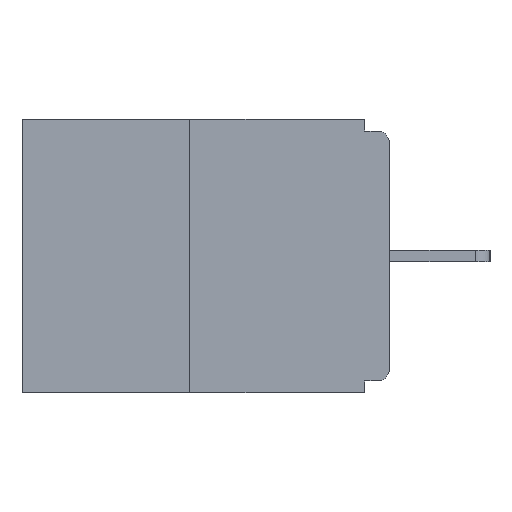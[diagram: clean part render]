
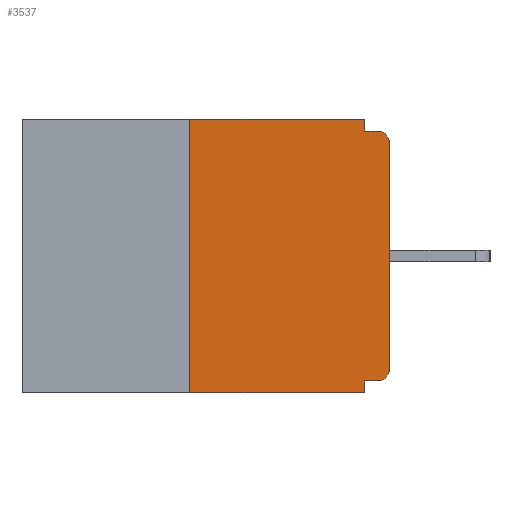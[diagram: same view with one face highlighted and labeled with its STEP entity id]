
A CAD part, left-side view. The second image highlights one B-rep face of the part: STEP entity #3537.
In plain terms, the highlighted planar face has unit normal (-1, 0, 0).
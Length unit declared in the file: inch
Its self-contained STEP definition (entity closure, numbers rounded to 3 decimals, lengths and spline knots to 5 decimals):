
#36 = VECTOR ( 'NONE', #3389, 39.37008 ) ;
#469 = CIRCLE ( 'NONE', #9606, 0.015 ) ;
#724 = CARTESIAN_POINT ( 'NONE',  ( 0., 0.46, 0. ) ) ;
#1445 = DIRECTION ( 'NONE',  ( 0., 1., 0. ) ) ;
#1719 = DIRECTION ( 'NONE',  ( 0., -1., 0. ) ) ;
#1763 = VECTOR ( 'NONE', #12866, 39.37008 ) ;
#1926 = VERTEX_POINT ( 'NONE', #14182 ) ;
#2309 = DIRECTION ( 'NONE',  ( 0., 0., -1. ) ) ;
#2332 = DIRECTION ( 'NONE',  ( -1., 0., 0. ) ) ;
#2377 = CARTESIAN_POINT ( 'NONE',  ( 0., 0.015, -0.03 ) ) ;
#2487 = AXIS2_PLACEMENT_3D ( 'NONE', #724, #15371, #15387 ) ;
#2717 = CARTESIAN_POINT ( 'NONE',  ( 0., 0.25, 0. ) ) ;
#3173 = CARTESIAN_POINT ( 'NONE',  ( 0., 0., -0.015 ) ) ;
#3389 = DIRECTION ( 'NONE',  ( 0., 0., 1. ) ) ;
#3426 = ORIENTED_EDGE ( 'NONE', *, *, #13277, .F. ) ;
#3537 = ADVANCED_FACE ( 'NONE', ( #10009 ), #14149, .F. ) ;
#3689 = EDGE_CURVE ( 'NONE', #4613, #1926, #15918, .T. ) ;
#3862 = CARTESIAN_POINT ( 'NONE',  ( 0., 0.031, 0. ) ) ;
#3889 = LINE ( 'NONE', #7365, #36 ) ;
#4003 = LINE ( 'NONE', #15084, #13610 ) ;
#4156 = EDGE_CURVE ( 'NONE', #11148, #9799, #4003, .T. ) ;
#4385 = EDGE_CURVE ( 'NONE', #12632, #12475, #14753, .T. ) ;
#4414 = CARTESIAN_POINT ( 'NONE',  ( 0., 0.031, -0.015 ) ) ;
#4590 = CARTESIAN_POINT ( 'NONE',  ( 0., 0.015, -0.313 ) ) ;
#4613 = VERTEX_POINT ( 'NONE', #6106 ) ;
#4723 = VECTOR ( 'NONE', #8062, 39.37008 ) ;
#5136 = LINE ( 'NONE', #11889, #11385 ) ;
#5245 = DIRECTION ( 'NONE',  ( -1., 0., 0. ) ) ;
#5564 = LINE ( 'NONE', #6829, #4723 ) ;
#6106 = CARTESIAN_POINT ( 'NONE',  ( 0., 0.015, -0.328 ) ) ;
#6224 = ORIENTED_EDGE ( 'NONE', *, *, #11031, .T. ) ;
#6829 = CARTESIAN_POINT ( 'NONE',  ( 0., 0., 0. ) ) ;
#7083 = EDGE_CURVE ( 'NONE', #12619, #11656, #469, .T. ) ;
#7365 = CARTESIAN_POINT ( 'NONE',  ( 0., 0.25, 0. ) ) ;
#7456 = DIRECTION ( 'NONE',  ( 0., -1., 0. ) ) ;
#7580 = ORIENTED_EDGE ( 'NONE', *, *, #4156, .F. ) ;
#8062 = DIRECTION ( 'NONE',  ( 0., 0., 1. ) ) ;
#8507 = LINE ( 'NONE', #3173, #13836 ) ;
#8655 = VECTOR ( 'NONE', #9152, 39.37008 ) ;
#8745 = ORIENTED_EDGE ( 'NONE', *, *, #3689, .T. ) ;
#9123 = CARTESIAN_POINT ( 'NONE',  ( 0., 0.46, 0. ) ) ;
#9152 = DIRECTION ( 'NONE',  ( 0., -1., 0. ) ) ;
#9233 = AXIS2_PLACEMENT_3D ( 'NONE', #4590, #5245, #15440 ) ;
#9606 = AXIS2_PLACEMENT_3D ( 'NONE', #2377, #2332, #2309 ) ;
#9776 = LINE ( 'NONE', #13539, #15840 ) ;
#9799 = VERTEX_POINT ( 'NONE', #14307 ) ;
#10009 = FACE_OUTER_BOUND ( 'NONE', #16061, .T. ) ;
#10069 = EDGE_CURVE ( 'NONE', #10491, #12632, #3889, .T. ) ;
#10223 = CARTESIAN_POINT ( 'NONE',  ( 0., 0.015, -0.015 ) ) ;
#10477 = CARTESIAN_POINT ( 'NONE',  ( 0., 0.25, -0.343 ) ) ;
#10491 = VERTEX_POINT ( 'NONE', #10477 ) ;
#10874 = ORIENTED_EDGE ( 'NONE', *, *, #12764, .F. ) ;
#11031 = EDGE_CURVE ( 'NONE', #1926, #12619, #5564, .T. ) ;
#11148 = VERTEX_POINT ( 'NONE', #14357 ) ;
#11385 = VECTOR ( 'NONE', #1445, 39.37008 ) ;
#11419 = ORIENTED_EDGE ( 'NONE', *, *, #4385, .F. ) ;
#11656 = VERTEX_POINT ( 'NONE', #10223 ) ;
#11666 = CARTESIAN_POINT ( 'NONE',  ( 0., 0.031, 0. ) ) ;
#11889 = CARTESIAN_POINT ( 'NONE',  ( 0., 0., -0.328 ) ) ;
#12110 = EDGE_CURVE ( 'NONE', #14268, #11656, #8507, .T. ) ;
#12135 = LINE ( 'NONE', #11666, #1763 ) ;
#12189 = ORIENTED_EDGE ( 'NONE', *, *, #10069, .F. ) ;
#12475 = VERTEX_POINT ( 'NONE', #3862 ) ;
#12557 = ORIENTED_EDGE ( 'NONE', *, *, #16049, .T. ) ;
#12619 = VERTEX_POINT ( 'NONE', #15332 ) ;
#12632 = VERTEX_POINT ( 'NONE', #2717 ) ;
#12747 = ORIENTED_EDGE ( 'NONE', *, *, #7083, .T. ) ;
#12764 = EDGE_CURVE ( 'NONE', #4613, #11148, #5136, .T. ) ;
#12866 = DIRECTION ( 'NONE',  ( 0., 0., -1. ) ) ;
#13114 = ORIENTED_EDGE ( 'NONE', *, *, #12110, .F. ) ;
#13277 = EDGE_CURVE ( 'NONE', #12475, #14268, #12135, .T. ) ;
#13539 = CARTESIAN_POINT ( 'NONE',  ( 0., 0.46, -0.343 ) ) ;
#13610 = VECTOR ( 'NONE', #15047, 39.37008 ) ;
#13836 = VECTOR ( 'NONE', #1719, 39.37008 ) ;
#14149 = PLANE ( 'NONE',  #2487 ) ;
#14182 = CARTESIAN_POINT ( 'NONE',  ( 0., 0., -0.313 ) ) ;
#14268 = VERTEX_POINT ( 'NONE', #4414 ) ;
#14307 = CARTESIAN_POINT ( 'NONE',  ( 0., 0.031, -0.343 ) ) ;
#14357 = CARTESIAN_POINT ( 'NONE',  ( 0., 0.031, -0.328 ) ) ;
#14753 = LINE ( 'NONE', #9123, #8655 ) ;
#15047 = DIRECTION ( 'NONE',  ( 0., 0., -1. ) ) ;
#15084 = CARTESIAN_POINT ( 'NONE',  ( 0., 0.031, -0.343 ) ) ;
#15332 = CARTESIAN_POINT ( 'NONE',  ( 0., 0., -0.03 ) ) ;
#15371 = DIRECTION ( 'NONE',  ( 1., 0., 0. ) ) ;
#15387 = DIRECTION ( 'NONE',  ( 0., 0., -1. ) ) ;
#15440 = DIRECTION ( 'NONE',  ( 0., 0., -1. ) ) ;
#15840 = VECTOR ( 'NONE', #7456, 39.37008 ) ;
#15918 = CIRCLE ( 'NONE', #9233, 0.015 ) ;
#16049 = EDGE_CURVE ( 'NONE', #10491, #9799, #9776, .T. ) ;
#16061 = EDGE_LOOP ( 'NONE', ( #11419, #12189, #12557, #7580, #10874, #8745, #6224, #12747, #13114, #3426 ) ) ;
